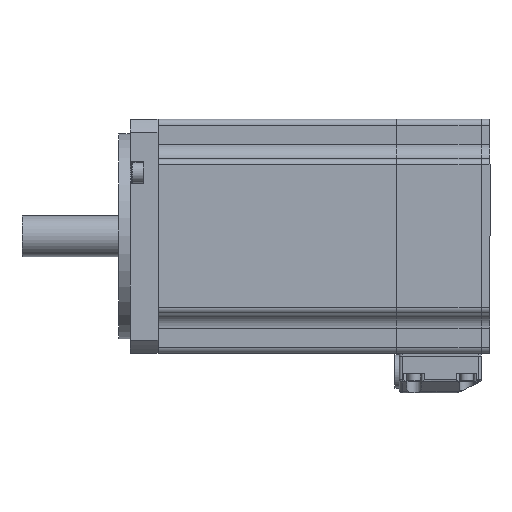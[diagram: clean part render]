
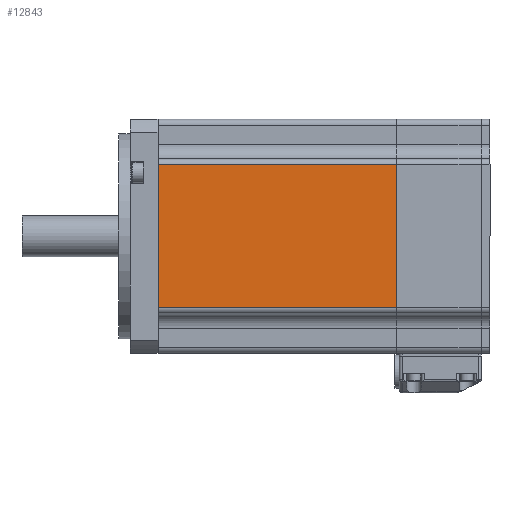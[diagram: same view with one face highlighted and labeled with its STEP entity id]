
A CAD part, left-side view. The second image highlights one B-rep face of the part: STEP entity #12843.
In plain terms, the highlighted planar face has unit normal (-1, 0, 0).
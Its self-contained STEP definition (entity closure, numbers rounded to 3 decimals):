
#11285=CARTESIAN_POINT('',(-40.0,81.5,-24.5));
#11286=VERTEX_POINT('',#11285);
#11400=CARTESIAN_POINT('',(-40.0,81.5,24.5));
#11401=VERTEX_POINT('',#11400);
#12468=CARTESIAN_POINT('',(-40.0,81.5,-24.5));
#12469=DIRECTION('',(0.0,0.0,1.0));
#12470=VECTOR('',#12469,49.);
#12471=LINE('',#12468,#12470);
#12472=EDGE_CURVE('',#11286,#11401,#12471,.T.);
#12794=CARTESIAN_POINT('',(-40.0,0.0,24.5));
#12795=VERTEX_POINT('',#12794);
#12796=CARTESIAN_POINT('',(-40.0,81.5,24.5));
#12797=DIRECTION('',(0.0,-1.0,0.0));
#12798=VECTOR('',#12797,81.5);
#12799=LINE('',#12796,#12798);
#12800=EDGE_CURVE('',#11401,#12795,#12799,.T.);
#12820=CARTESIAN_POINT('',(-40.0,0.0,-26.5));
#12821=DIRECTION('',(-1.0,0.0,0.0));
#12822=DIRECTION('',(0.0,0.0,1.0));
#12823=AXIS2_PLACEMENT_3D('',#12820,#12821,#12822);
#12824=PLANE('',#12823);
#12825=ORIENTED_EDGE('',*,*,#12800,.F.);
#12826=ORIENTED_EDGE('',*,*,#12472,.F.);
#12827=CARTESIAN_POINT('',(-40.0,0.0,-24.5));
#12828=VERTEX_POINT('',#12827);
#12829=CARTESIAN_POINT('',(-40.0,0.0,-24.5));
#12830=DIRECTION('',(0.0,1.0,0.0));
#12831=VECTOR('',#12830,81.5);
#12832=LINE('',#12829,#12831);
#12833=EDGE_CURVE('',#12828,#11286,#12832,.T.);
#12834=ORIENTED_EDGE('',*,*,#12833,.F.);
#12835=CARTESIAN_POINT('',(-40.0,0.0,-24.5));
#12836=DIRECTION('',(0.0,0.0,1.0));
#12837=VECTOR('',#12836,49.);
#12838=LINE('',#12835,#12837);
#12839=EDGE_CURVE('',#12828,#12795,#12838,.T.);
#12840=ORIENTED_EDGE('',*,*,#12839,.T.);
#12841=EDGE_LOOP('',(#12825,#12826,#12834,#12840));
#12842=FACE_OUTER_BOUND('',#12841,.T.);
#12843=ADVANCED_FACE('',(#12842),#12824,.T.);
